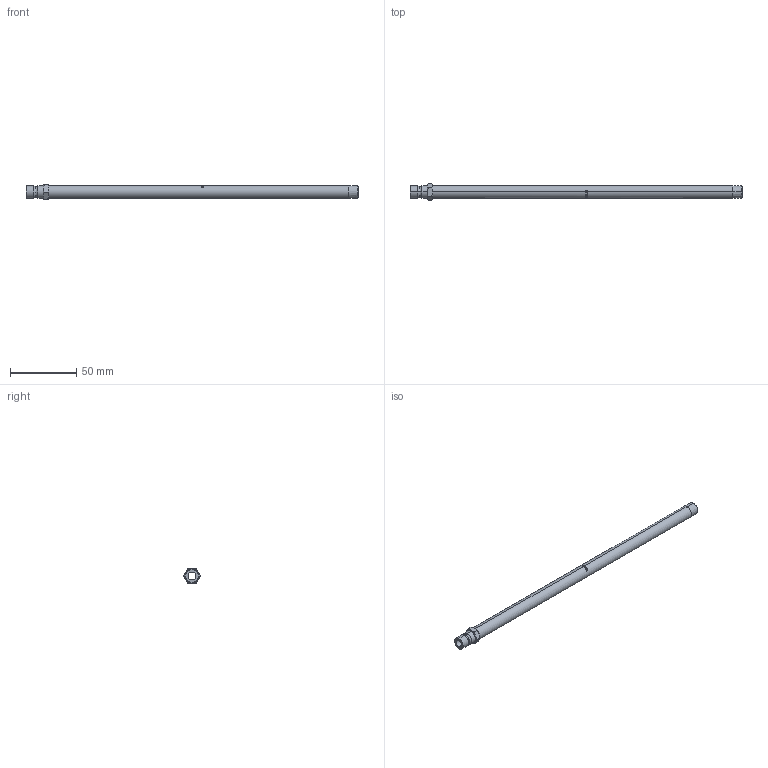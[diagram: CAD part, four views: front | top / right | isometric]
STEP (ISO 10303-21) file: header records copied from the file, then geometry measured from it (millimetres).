
FILE_DESCRIPTION (( 'STEP AP203' ), '1' );
FILE_NAME ('c229.STEP', '2022-09-20T14:02:51', ( '' ), ( '' ), 'SwSTEP 2.0', 'SolidWorks 2019', '' );
FILE_SCHEMA (( 'CONFIG_CONTROL_DESIGN' ));
Length unit declared in the file: millimetre
Products named in the file (1): c229
Bounding box: 250 x 12.7 x 11 mm (x, y, z)
Volume: 11488.5 mm3; surface area: 12497.2 mm2
Topology: 1 solids, 1 shells, 126 faces, 320 edges, 206 vertices
Faces by surface type: plane 42, bspline 42, cylinder 22, cone 16, torus 4
Entity records: 6078 total; most frequent: CARTESIAN_POINT 3318, ORIENTED_EDGE 640, DIRECTION 420, EDGE_CURVE 320, VERTEX_POINT 206, AXIS2_PLACEMENT_3D 175, B_SPLINE_CURVE_WITH_KNOTS 160, EDGE_LOOP 138
